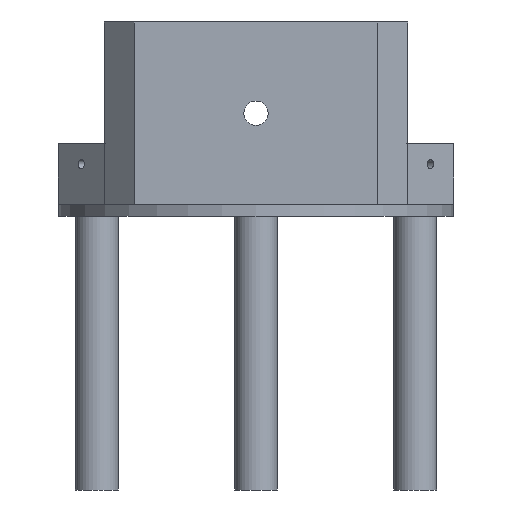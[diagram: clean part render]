
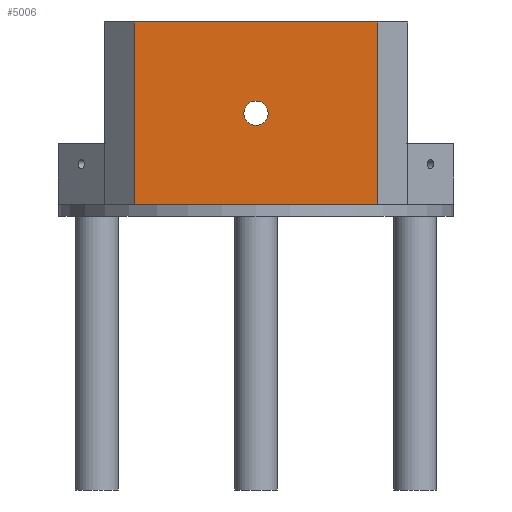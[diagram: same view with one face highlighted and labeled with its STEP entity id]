
A CAD part, front view. The second image highlights one B-rep face of the part: STEP entity #5006.
In plain terms, the highlighted planar face has unit normal (0, -1, 0).
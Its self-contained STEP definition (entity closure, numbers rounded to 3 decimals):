
#3664 = PLANE('',#3665);
#3665 = AXIS2_PLACEMENT_3D('',#3666,#3667,#3668);
#3666 = CARTESIAN_POINT('',(-25.,-45.,0.));
#3667 = DIRECTION('',(0.,0.,1.));
#3668 = DIRECTION('',(1.,0.,0.));
#3692 = PLANE('',#3693);
#3693 = AXIS2_PLACEMENT_3D('',#3694,#3695,#3696);
#3694 = CARTESIAN_POINT('',(-20.,-50.,0.));
#3695 = DIRECTION('',(-0.707,-0.707,0.));
#3696 = DIRECTION('',(-0.707,0.707,0.));
#3720 = PLANE('',#3721);
#3721 = AXIS2_PLACEMENT_3D('',#3722,#3723,#3724);
#3722 = CARTESIAN_POINT('',(-25.,-45.,30.));
#3723 = DIRECTION('',(0.,0.,1.));
#3724 = DIRECTION('',(1.,0.,0.));
#3748 = PLANE('',#3749);
#3749 = AXIS2_PLACEMENT_3D('',#3750,#3751,#3752);
#3750 = CARTESIAN_POINT('',(25.,-45.,0.));
#3751 = DIRECTION('',(0.707,-0.707,0.));
#3752 = DIRECTION('',(-0.707,-0.707,0.));
#3829 = CYLINDRICAL_SURFACE('',#3830,2.);
#3830 = AXIS2_PLACEMENT_3D('',#3831,#3832,#3833);
#3831 = CARTESIAN_POINT('',(0.,-51.,15.));
#3832 = DIRECTION('',(0.,-1.,0.));
#3833 = DIRECTION('',(1.,0.,0.));
#4472 = VERTEX_POINT('',#4473);
#4473 = CARTESIAN_POINT('',(-20.,-50.,0.));
#4494 = EDGE_CURVE('',#4495,#4472,#4497,.T.);
#4495 = VERTEX_POINT('',#4496);
#4496 = CARTESIAN_POINT('',(20.,-50.,0.));
#4497 = SURFACE_CURVE('',#4498,(#4502,#4509),.PCURVE_S1.);
#4498 = LINE('',#4499,#4500);
#4499 = CARTESIAN_POINT('',(20.,-50.,0.));
#4500 = VECTOR('',#4501,1.);
#4501 = DIRECTION('',(-1.,0.,0.));
#4502 = PCURVE('',#3664,#4503);
#4503 = DEFINITIONAL_REPRESENTATION('',(#4504),#4508);
#4504 = LINE('',#4505,#4506);
#4505 = CARTESIAN_POINT('',(45.,-5.));
#4506 = VECTOR('',#4507,1.);
#4507 = DIRECTION('',(-1.,0.));
#4508 = ( GEOMETRIC_REPRESENTATION_CONTEXT(2) 
PARAMETRIC_REPRESENTATION_CONTEXT() REPRESENTATION_CONTEXT('2D SPACE',''
  ) );
#4509 = PCURVE('',#4510,#4515);
#4510 = PLANE('',#4511);
#4511 = AXIS2_PLACEMENT_3D('',#4512,#4513,#4514);
#4512 = CARTESIAN_POINT('',(20.,-50.,0.));
#4513 = DIRECTION('',(0.,-1.,0.));
#4514 = DIRECTION('',(-1.,0.,0.));
#4515 = DEFINITIONAL_REPRESENTATION('',(#4516),#4520);
#4516 = LINE('',#4517,#4518);
#4517 = CARTESIAN_POINT('',(0.,-0.));
#4518 = VECTOR('',#4519,1.);
#4519 = DIRECTION('',(1.,0.));
#4520 = ( GEOMETRIC_REPRESENTATION_CONTEXT(2) 
PARAMETRIC_REPRESENTATION_CONTEXT() REPRESENTATION_CONTEXT('2D SPACE',''
  ) );
#4550 = VERTEX_POINT('',#4551);
#4551 = CARTESIAN_POINT('',(20.,-50.,30.));
#4572 = EDGE_CURVE('',#4495,#4550,#4573,.T.);
#4573 = SURFACE_CURVE('',#4574,(#4578,#4585),.PCURVE_S1.);
#4574 = LINE('',#4575,#4576);
#4575 = CARTESIAN_POINT('',(20.,-50.,0.));
#4576 = VECTOR('',#4577,1.);
#4577 = DIRECTION('',(0.,0.,1.));
#4578 = PCURVE('',#3748,#4579);
#4579 = DEFINITIONAL_REPRESENTATION('',(#4580),#4584);
#4580 = LINE('',#4581,#4582);
#4581 = CARTESIAN_POINT('',(7.071,-0.));
#4582 = VECTOR('',#4583,1.);
#4583 = DIRECTION('',(0.,-1.));
#4584 = ( GEOMETRIC_REPRESENTATION_CONTEXT(2) 
PARAMETRIC_REPRESENTATION_CONTEXT() REPRESENTATION_CONTEXT('2D SPACE',''
  ) );
#4585 = PCURVE('',#4510,#4586);
#4586 = DEFINITIONAL_REPRESENTATION('',(#4587),#4591);
#4587 = LINE('',#4588,#4589);
#4588 = CARTESIAN_POINT('',(0.,-0.));
#4589 = VECTOR('',#4590,1.);
#4590 = DIRECTION('',(0.,-1.));
#4591 = ( GEOMETRIC_REPRESENTATION_CONTEXT(2) 
PARAMETRIC_REPRESENTATION_CONTEXT() REPRESENTATION_CONTEXT('2D SPACE',''
  ) );
#4599 = EDGE_CURVE('',#4550,#4600,#4602,.T.);
#4600 = VERTEX_POINT('',#4601);
#4601 = CARTESIAN_POINT('',(-20.,-50.,30.));
#4602 = SURFACE_CURVE('',#4603,(#4607,#4614),.PCURVE_S1.);
#4603 = LINE('',#4604,#4605);
#4604 = CARTESIAN_POINT('',(20.,-50.,30.));
#4605 = VECTOR('',#4606,1.);
#4606 = DIRECTION('',(-1.,0.,0.));
#4607 = PCURVE('',#3720,#4608);
#4608 = DEFINITIONAL_REPRESENTATION('',(#4609),#4613);
#4609 = LINE('',#4610,#4611);
#4610 = CARTESIAN_POINT('',(45.,-5.));
#4611 = VECTOR('',#4612,1.);
#4612 = DIRECTION('',(-1.,0.));
#4613 = ( GEOMETRIC_REPRESENTATION_CONTEXT(2) 
PARAMETRIC_REPRESENTATION_CONTEXT() REPRESENTATION_CONTEXT('2D SPACE',''
  ) );
#4614 = PCURVE('',#4510,#4615);
#4615 = DEFINITIONAL_REPRESENTATION('',(#4616),#4620);
#4616 = LINE('',#4617,#4618);
#4617 = CARTESIAN_POINT('',(0.,-30.));
#4618 = VECTOR('',#4619,1.);
#4619 = DIRECTION('',(1.,0.));
#4620 = ( GEOMETRIC_REPRESENTATION_CONTEXT(2) 
PARAMETRIC_REPRESENTATION_CONTEXT() REPRESENTATION_CONTEXT('2D SPACE',''
  ) );
#4646 = EDGE_CURVE('',#4472,#4600,#4647,.T.);
#4647 = SURFACE_CURVE('',#4648,(#4652,#4659),.PCURVE_S1.);
#4648 = LINE('',#4649,#4650);
#4649 = CARTESIAN_POINT('',(-20.,-50.,0.));
#4650 = VECTOR('',#4651,1.);
#4651 = DIRECTION('',(0.,0.,1.));
#4652 = PCURVE('',#3692,#4653);
#4653 = DEFINITIONAL_REPRESENTATION('',(#4654),#4658);
#4654 = LINE('',#4655,#4656);
#4655 = CARTESIAN_POINT('',(0.,0.));
#4656 = VECTOR('',#4657,1.);
#4657 = DIRECTION('',(0.,-1.));
#4658 = ( GEOMETRIC_REPRESENTATION_CONTEXT(2) 
PARAMETRIC_REPRESENTATION_CONTEXT() REPRESENTATION_CONTEXT('2D SPACE',''
  ) );
#4659 = PCURVE('',#4510,#4660);
#4660 = DEFINITIONAL_REPRESENTATION('',(#4661),#4665);
#4661 = LINE('',#4662,#4663);
#4662 = CARTESIAN_POINT('',(40.,0.));
#4663 = VECTOR('',#4664,1.);
#4664 = DIRECTION('',(0.,-1.));
#4665 = ( GEOMETRIC_REPRESENTATION_CONTEXT(2) 
PARAMETRIC_REPRESENTATION_CONTEXT() REPRESENTATION_CONTEXT('2D SPACE',''
  ) );
#4674 = VERTEX_POINT('',#4675);
#4675 = CARTESIAN_POINT('',(2.,-50.,15.));
#4696 = EDGE_CURVE('',#4697,#4674,#4699,.T.);
#4697 = VERTEX_POINT('',#4698);
#4698 = CARTESIAN_POINT('',(0.,-50.,13.));
#4699 = SURFACE_CURVE('',#4700,(#4705,#4712),.PCURVE_S1.);
#4700 = CIRCLE('',#4701,2.);
#4701 = AXIS2_PLACEMENT_3D('',#4702,#4703,#4704);
#4702 = CARTESIAN_POINT('',(0.,-50.,15.));
#4703 = DIRECTION('',(0.,-1.,0.));
#4704 = DIRECTION('',(0.,0.,-1.));
#4705 = PCURVE('',#3829,#4706);
#4706 = DEFINITIONAL_REPRESENTATION('',(#4707),#4711);
#4707 = LINE('',#4708,#4709);
#4708 = CARTESIAN_POINT('',(4.712,-1.));
#4709 = VECTOR('',#4710,1.);
#4710 = DIRECTION('',(1.,0.));
#4711 = ( GEOMETRIC_REPRESENTATION_CONTEXT(2) 
PARAMETRIC_REPRESENTATION_CONTEXT() REPRESENTATION_CONTEXT('2D SPACE',''
  ) );
#4712 = PCURVE('',#4510,#4713);
#4713 = DEFINITIONAL_REPRESENTATION('',(#4714),#4718);
#4714 = CIRCLE('',#4715,2.);
#4715 = AXIS2_PLACEMENT_2D('',#4716,#4717);
#4716 = CARTESIAN_POINT('',(20.,-15.));
#4717 = DIRECTION('',(-0.,1.));
#4718 = ( GEOMETRIC_REPRESENTATION_CONTEXT(2) 
PARAMETRIC_REPRESENTATION_CONTEXT() REPRESENTATION_CONTEXT('2D SPACE',''
  ) );
#4720 = EDGE_CURVE('',#4674,#4697,#4721,.T.);
#4721 = SURFACE_CURVE('',#4722,(#4727,#4734),.PCURVE_S1.);
#4722 = CIRCLE('',#4723,2.);
#4723 = AXIS2_PLACEMENT_3D('',#4724,#4725,#4726);
#4724 = CARTESIAN_POINT('',(0.,-50.,15.));
#4725 = DIRECTION('',(0.,-1.,0.));
#4726 = DIRECTION('',(0.,0.,-1.));
#4727 = PCURVE('',#3829,#4728);
#4728 = DEFINITIONAL_REPRESENTATION('',(#4729),#4733);
#4729 = LINE('',#4730,#4731);
#4730 = CARTESIAN_POINT('',(-1.571,-1.));
#4731 = VECTOR('',#4732,1.);
#4732 = DIRECTION('',(1.,0.));
#4733 = ( GEOMETRIC_REPRESENTATION_CONTEXT(2) 
PARAMETRIC_REPRESENTATION_CONTEXT() REPRESENTATION_CONTEXT('2D SPACE',''
  ) );
#4734 = PCURVE('',#4510,#4735);
#4735 = DEFINITIONAL_REPRESENTATION('',(#4736),#4740);
#4736 = CIRCLE('',#4737,2.);
#4737 = AXIS2_PLACEMENT_2D('',#4738,#4739);
#4738 = CARTESIAN_POINT('',(20.,-15.));
#4739 = DIRECTION('',(-0.,1.));
#4740 = ( GEOMETRIC_REPRESENTATION_CONTEXT(2) 
PARAMETRIC_REPRESENTATION_CONTEXT() REPRESENTATION_CONTEXT('2D SPACE',''
  ) );
#5006 = ADVANCED_FACE('',(#5007,#5011),#4510,.T.);
#5007 = FACE_BOUND('',#5008,.T.);
#5008 = EDGE_LOOP('',(#5009,#5010));
#5009 = ORIENTED_EDGE('',*,*,#4720,.F.);
#5010 = ORIENTED_EDGE('',*,*,#4696,.F.);
#5011 = FACE_BOUND('',#5012,.T.);
#5012 = EDGE_LOOP('',(#5013,#5014,#5015,#5016));
#5013 = ORIENTED_EDGE('',*,*,#4572,.T.);
#5014 = ORIENTED_EDGE('',*,*,#4599,.T.);
#5015 = ORIENTED_EDGE('',*,*,#4646,.F.);
#5016 = ORIENTED_EDGE('',*,*,#4494,.F.);
